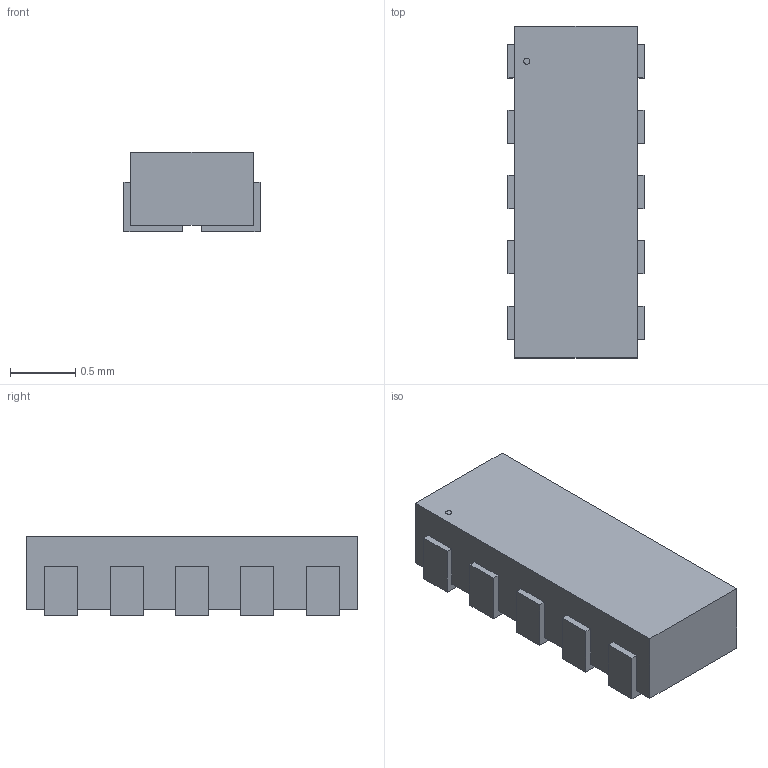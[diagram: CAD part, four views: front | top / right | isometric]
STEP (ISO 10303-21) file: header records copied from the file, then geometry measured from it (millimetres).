
FILE_DESCRIPTION(('STEP AP214'),'1');
FILE_NAME('SMT_05UG4X_WEN','2022-07-03T01:17:39',(''),(''),'','','');
FILE_SCHEMA(('AUTOMOTIVE_DESIGN'));
Length unit declared in the file: millimetre
Products named in the file (1): product
Bounding box: 1.04 x 2.54 x 0.61 mm (x, y, z)
Volume: 1.4 mm3; surface area: 13.7 mm2
Topology: 12 solids, 12 shells, 89 faces, 195 edges, 130 vertices
Faces by surface type: plane 88, cylinder 1
Full cylindrical faces by diameter (mm): 0.047 x1
Entity records: 2316 total; most frequent: ORIENTED_EDGE 388, DIRECTION 378, CARTESIAN_POINT 223, EDGE_CURVE 194, LINE 192, VECTOR 192, VERTEX_POINT 130, AXIS2_PLACEMENT_3D 93
